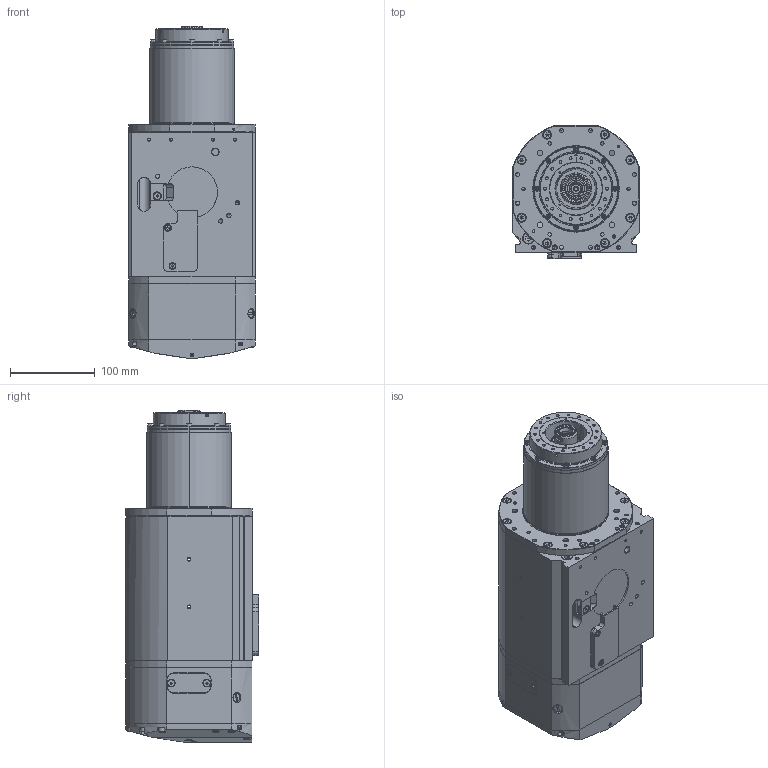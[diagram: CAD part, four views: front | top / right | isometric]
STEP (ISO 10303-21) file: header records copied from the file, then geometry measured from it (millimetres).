
FILE_DESCRIPTION (( 'STEP AP203' ), '1' );
FILE_NAME ('GDL75Y-HSK63E-18Z-20三维.STEP', '2024-09-24T08:18:30', ( '00' ), ( '' ), 'SwSTEP 2.0', 'SolidWorks 2018', '' );
FILE_SCHEMA (( 'CONFIG_CONTROL_DESIGN' ));
Length unit declared in the file: millimetre
Products named in the file (109): GBT70.1_M4｡ﾁ6; 綴粣創釱; DIN913_M14｡ﾁ1｡ﾁ10; HSK63A嶺蛈え; DIN7984_M6℅20; GBT77_M6｡ﾁ6; GBT70.1_M3｡ﾁ8; MIS.step; 粣63E; M14｡ﾁ1.5｡ﾁ12S5ﾂﾝｶ､; 接近开关_刀具弹出; GBT78_M4℅10; GBT70.1_M5¡Á80; 裔啣砎蝶菜; 譎僧遠; DIN7984_M6℅16; GBT70.3_M4¡Á10; GBT77_M5｡ﾁ6; HSK63A嶺間杶; GBT70.1_M5¡Á12; GBT77_M4｡ﾁ4; GBT70.3_M4¡Á12; 儂褲; 接近开关维护盖板; GBT77_M4｡ﾁ6; DIN913_M10℅10; ァ詰弅; 諉輪羲壽_嶺絮; GBT78_M5｡ﾁ6; GBT70.2_M5｡ﾁ6; GBT70.1_M4¡Á16; ァ詰弅剞攜蚾饜; ァ詰綴裔; 滅鳥裔; ヶ傷裔; 蛌赽粣63E; HSK63A嶺絮儂凳; 諉輪羲壽嘐隅輸; ァ詰窒璃剞攜蚾饜; ァ詰綴裔剞攜蚾饜 ...
Assembly tree (100 placements, depth 4):
  MIS.step
  接近开关_刀具弹出
  GBT70.1_M5¡Á12
  GBT77_M4｡ﾁ6
  DIN913_M10℅10
Bounding box: 150 x 157 x 391.6 mm (x, y, z)
Volume: 1444068.8 mm3; surface area: 565776.5 mm2
Topology: 98 solids, 98 shells, 2805 faces, 7535 edges, 4781 vertices
Faces by surface type: cylinder 1067, plane 984, cone 554, bspline 200
Entity records: 107207 total; most frequent: CARTESIAN_POINT 28320, ORIENTED_EDGE 14420, DIRECTION 13820, EDGE_CURVE 7210, AXIS2_PLACEMENT_3D 5360, VERTEX_POINT 4709, EDGE_LOOP 3219, LINE 3100
